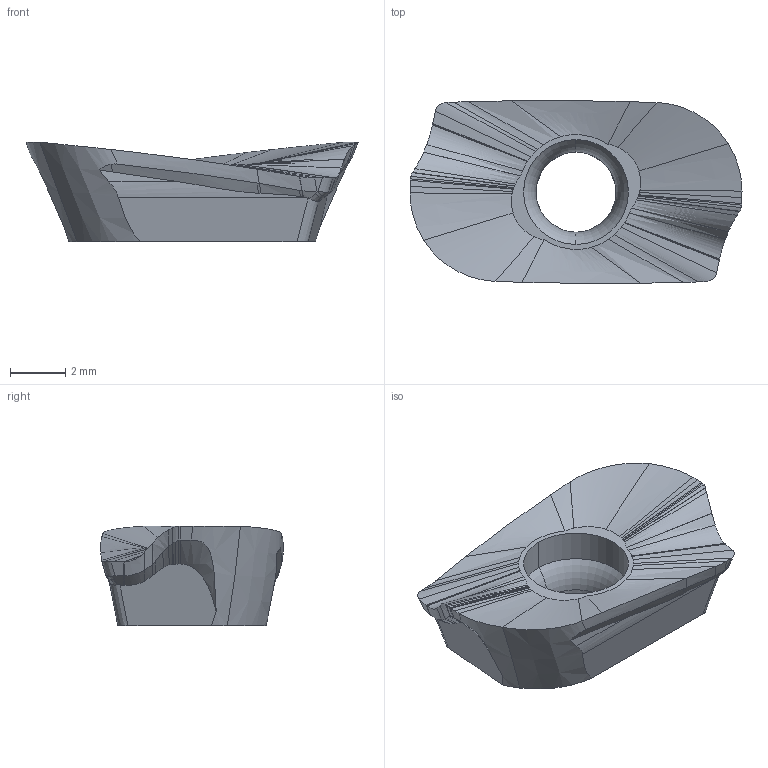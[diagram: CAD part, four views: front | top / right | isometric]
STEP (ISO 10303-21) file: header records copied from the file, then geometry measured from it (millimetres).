
FILE_DESCRIPTION(/* description */ (''),/* implementation_level */ '2;1');
FILE_NAME(/* name */ 'AOMT123632PEER-M.stp',/* time_stamp */ '2021-09-07T08:29:22+09:00',/* author */ (''),/* organization */ (''),/* preprocessor_version */ 'ST-DEVELOPER v16',/* originating_system */ 'SIEMENS PLM Software NX 10.0',/* authorisation */ '');
FILE_SCHEMA (('AUTOMOTIVE_DESIGN { 1 0 10303 214 3 1 1 1 }'));
Length unit declared in the file: millimetre
Products named in the file (1): AOMT123632PEER-M
Bounding box: 12 x 6.61 x 3.6 mm (x, y, z)
Volume: 134.8 mm3; surface area: 222.7 mm2
Topology: 1 solids, 1 shells, 157 faces, 449 edges, 341 vertices
Faces by surface type: bspline 103, plane 22, cylinder 20, extrusion 8, torus 2, cone 2
Entity records: 10065 total; most frequent: CARTESIAN_POINT 6867, ORIENTED_EDGE 808, EDGE_CURVE 404, B_SPLINE_CURVE_WITH_KNOTS 333, VERTEX_POINT 249, DIRECTION 246, EDGE_LOOP 159, ADVANCED_FACE 157
